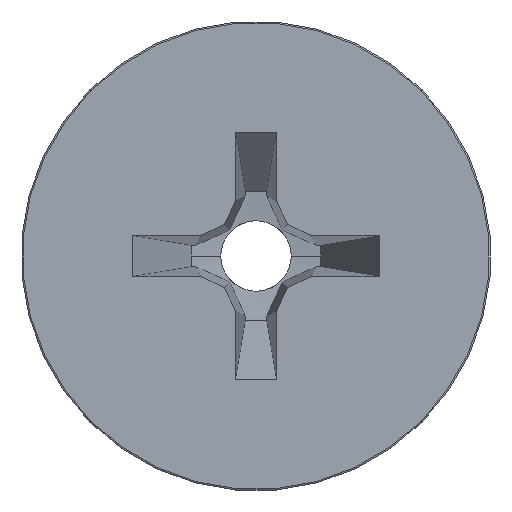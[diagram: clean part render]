
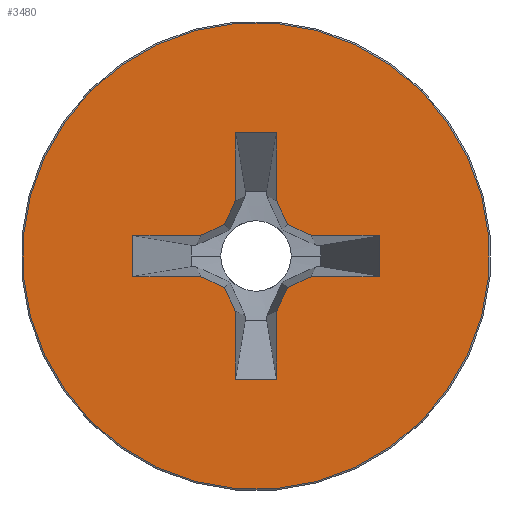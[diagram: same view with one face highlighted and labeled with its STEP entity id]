
A CAD part, left-side view. The second image highlights one B-rep face of the part: STEP entity #3480.
In plain terms, the highlighted planar face has unit normal (-1, 0, 0).
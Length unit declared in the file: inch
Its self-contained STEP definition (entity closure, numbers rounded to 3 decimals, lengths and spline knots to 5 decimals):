
#154=CARTESIAN_POINT('',(0.,0.,0.));
#155=DIRECTION('',(-1.,0.,0.));
#156=DIRECTION('',(0.,1.,0.));
#157=AXIS2_PLACEMENT_3D('',#154,#155,#156);
#159=CARTESIAN_POINT('',(0.,0.,0.));
#160=DIRECTION('',(1.,0.,0.));
#161=DIRECTION('',(0.,1.,0.));
#162=AXIS2_PLACEMENT_3D('',#159,#160,#161);
#164=DIRECTION('',(0.,-0.707,-0.707));
#165=VECTOR('',#164,0.03033);
#166=CARTESIAN_POINT('',(0.,0.07507,-0.05362));
#167=LINE('',#166,#165);
#168=DIRECTION('',(0.,0.707,-0.707));
#169=VECTOR('',#168,0.05009);
#170=CARTESIAN_POINT('',(0.,0.0182,-0.03965));
#171=LINE('',#170,#169);
#172=DIRECTION('',(0.,0.94,-0.342));
#173=VECTOR('',#172,0.01937);
#174=CARTESIAN_POINT('',(0.,0.,-0.03302));
#175=LINE('',#174,#173);
#176=DIRECTION('',(0.,0.94,0.342));
#177=VECTOR('',#176,0.01937);
#178=CARTESIAN_POINT('',(0.,-0.0182,-0.03965));
#179=LINE('',#178,#177);
#180=DIRECTION('',(0.,-0.707,-0.707));
#181=VECTOR('',#180,0.05009);
#182=CARTESIAN_POINT('',(0.,-0.0182,-0.03965));
#183=LINE('',#182,#181);
#184=DIRECTION('',(0.,0.707,-0.707));
#185=VECTOR('',#184,0.03033);
#186=CARTESIAN_POINT('',(0.,-0.07507,-0.05362));
#187=LINE('',#186,#185);
#188=DIRECTION('',(0.,-0.707,-0.707));
#189=VECTOR('',#188,0.05009);
#190=CARTESIAN_POINT('',(0.,-0.03965,-0.0182));
#191=LINE('',#190,#189);
#192=DIRECTION('',(0.,-0.342,-0.94));
#193=VECTOR('',#192,0.01937);
#194=CARTESIAN_POINT('',(0.,-0.03302,0.));
#195=LINE('',#194,#193);
#196=DIRECTION('',(0.,0.342,-0.94));
#197=VECTOR('',#196,0.01937);
#198=CARTESIAN_POINT('',(0.,-0.03965,0.0182));
#199=LINE('',#198,#197);
#200=DIRECTION('',(0.,0.707,-0.707));
#201=VECTOR('',#200,0.05009);
#202=CARTESIAN_POINT('',(0.,-0.07507,0.05362));
#203=LINE('',#202,#201);
#204=DIRECTION('',(0.,-0.707,-0.707));
#205=VECTOR('',#204,0.03033);
#206=CARTESIAN_POINT('',(0.,-0.05362,0.07507));
#207=LINE('',#206,#205);
#208=DIRECTION('',(0.,0.707,-0.707));
#209=VECTOR('',#208,0.05009);
#210=CARTESIAN_POINT('',(0.,-0.05362,0.07507));
#211=LINE('',#210,#209);
#212=DIRECTION('',(0.,-0.94,0.342));
#213=VECTOR('',#212,0.01937);
#214=CARTESIAN_POINT('',(0.,0.,0.03302));
#215=LINE('',#214,#213);
#216=DIRECTION('',(0.,-0.94,-0.342));
#217=VECTOR('',#216,0.01937);
#218=CARTESIAN_POINT('',(0.,0.0182,0.03965));
#219=LINE('',#218,#217);
#220=DIRECTION('',(0.,-0.707,-0.707));
#221=VECTOR('',#220,0.05009);
#222=CARTESIAN_POINT('',(0.,0.05362,0.07507));
#223=LINE('',#222,#221);
#224=DIRECTION('',(0.,0.707,-0.707));
#225=VECTOR('',#224,0.03033);
#226=CARTESIAN_POINT('',(0.,0.05362,0.07507));
#227=LINE('',#226,#225);
#228=DIRECTION('',(0.,-0.707,-0.707));
#229=VECTOR('',#228,0.05009);
#230=CARTESIAN_POINT('',(0.,0.07507,0.05362));
#231=LINE('',#230,#229);
#232=DIRECTION('',(0.,0.342,0.94));
#233=VECTOR('',#232,0.01937);
#234=CARTESIAN_POINT('',(0.,0.03302,0.));
#235=LINE('',#234,#233);
#236=DIRECTION('',(0.,-0.342,0.94));
#237=VECTOR('',#236,0.01937);
#238=CARTESIAN_POINT('',(0.,0.03965,-0.0182));
#239=LINE('',#238,#237);
#240=DIRECTION('',(0.,0.707,-0.707));
#241=VECTOR('',#240,0.05009);
#242=CARTESIAN_POINT('',(0.,0.03965,-0.0182));
#243=LINE('',#242,#241);
#3291=CARTESIAN_POINT('',(0.,0.07507,-0.05362));
#3292=CARTESIAN_POINT('',(0.,0.05362,-0.07507));
#3293=VERTEX_POINT('',#3291);
#3294=VERTEX_POINT('',#3292);
#3295=CARTESIAN_POINT('',(0.,0.03965,-0.0182));
#3296=VERTEX_POINT('',#3295);
#3297=CARTESIAN_POINT('',(0.,0.03302,0.));
#3298=VERTEX_POINT('',#3297);
#3299=CARTESIAN_POINT('',(0.,0.03965,0.0182));
#3300=VERTEX_POINT('',#3299);
#3301=CARTESIAN_POINT('',(0.,0.07507,0.05362));
#3302=VERTEX_POINT('',#3301);
#3303=CARTESIAN_POINT('',(0.,0.05362,0.07507));
#3304=VERTEX_POINT('',#3303);
#3305=CARTESIAN_POINT('',(0.,0.0182,0.03965));
#3306=VERTEX_POINT('',#3305);
#3307=CARTESIAN_POINT('',(0.,0.,0.03302));
#3308=VERTEX_POINT('',#3307);
#3309=CARTESIAN_POINT('',(0.,-0.0182,0.03965));
#3310=VERTEX_POINT('',#3309);
#3311=CARTESIAN_POINT('',(0.,-0.05362,0.07507));
#3312=VERTEX_POINT('',#3311);
#3313=CARTESIAN_POINT('',(0.,-0.07507,0.05362));
#3314=VERTEX_POINT('',#3313);
#3315=CARTESIAN_POINT('',(0.,-0.03965,0.0182));
#3316=VERTEX_POINT('',#3315);
#3317=CARTESIAN_POINT('',(0.,-0.03302,0.));
#3318=VERTEX_POINT('',#3317);
#3319=CARTESIAN_POINT('',(0.,-0.03965,-0.0182));
#3320=VERTEX_POINT('',#3319);
#3321=CARTESIAN_POINT('',(0.,-0.07507,-0.05362));
#3322=VERTEX_POINT('',#3321);
#3323=CARTESIAN_POINT('',(0.,-0.05362,-0.07507));
#3324=VERTEX_POINT('',#3323);
#3325=CARTESIAN_POINT('',(0.,-0.0182,-0.03965));
#3326=VERTEX_POINT('',#3325);
#3327=CARTESIAN_POINT('',(0.,0.,-0.03302));
#3328=VERTEX_POINT('',#3327);
#3329=CARTESIAN_POINT('',(0.,0.0182,-0.03965));
#3330=VERTEX_POINT('',#3329);
#3367=CARTESIAN_POINT('',(0.,0.17244,0.));
#3368=VERTEX_POINT('',#3367);
#3369=CARTESIAN_POINT('',(0.,-0.17244,0.));
#3370=VERTEX_POINT('',#3369);
#3429=CARTESIAN_POINT('',(0.,0.,0.));
#3430=DIRECTION('',(1.,0.,0.));
#3431=DIRECTION('',(0.,-1.,0.));
#3432=AXIS2_PLACEMENT_3D('',#3429,#3430,#3431);
#3433=PLANE('',#3432);
#3434=ORIENTED_EDGE('',*,*,#3408,.F.);
#3435=ORIENTED_EDGE('',*,*,#3424,.T.);
#3436=EDGE_LOOP('',(#3434,#3435));
#3437=FACE_OUTER_BOUND('',#3436,.F.);
#3439=ORIENTED_EDGE('',*,*,#3438,.T.);
#3441=ORIENTED_EDGE('',*,*,#3440,.F.);
#3443=ORIENTED_EDGE('',*,*,#3442,.F.);
#3445=ORIENTED_EDGE('',*,*,#3444,.F.);
#3447=ORIENTED_EDGE('',*,*,#3446,.T.);
#3449=ORIENTED_EDGE('',*,*,#3448,.F.);
#3451=ORIENTED_EDGE('',*,*,#3450,.F.);
#3453=ORIENTED_EDGE('',*,*,#3452,.F.);
#3455=ORIENTED_EDGE('',*,*,#3454,.F.);
#3457=ORIENTED_EDGE('',*,*,#3456,.F.);
#3459=ORIENTED_EDGE('',*,*,#3458,.F.);
#3461=ORIENTED_EDGE('',*,*,#3460,.T.);
#3463=ORIENTED_EDGE('',*,*,#3462,.F.);
#3465=ORIENTED_EDGE('',*,*,#3464,.F.);
#3467=ORIENTED_EDGE('',*,*,#3466,.F.);
#3469=ORIENTED_EDGE('',*,*,#3468,.T.);
#3471=ORIENTED_EDGE('',*,*,#3470,.T.);
#3473=ORIENTED_EDGE('',*,*,#3472,.F.);
#3475=ORIENTED_EDGE('',*,*,#3474,.F.);
#3477=ORIENTED_EDGE('',*,*,#3476,.T.);
#3478=EDGE_LOOP('',(#3439,#3441,#3443,#3445,#3447,#3449,#3451,#3453,#3455,#3457,
#3459,#3461,#3463,#3465,#3467,#3469,#3471,#3473,#3475,#3477));
#3479=FACE_BOUND('',#3478,.F.);
#158=CIRCLE('',#157,0.17244);
#163=CIRCLE('',#162,0.17244);
#3408=EDGE_CURVE('',#3368,#3370,#158,.T.);
#3424=EDGE_CURVE('',#3368,#3370,#163,.T.);
#3438=EDGE_CURVE('',#3293,#3294,#167,.T.);
#3440=EDGE_CURVE('',#3330,#3294,#171,.T.);
#3442=EDGE_CURVE('',#3328,#3330,#175,.T.);
#3444=EDGE_CURVE('',#3326,#3328,#179,.T.);
#3446=EDGE_CURVE('',#3326,#3324,#183,.T.);
#3448=EDGE_CURVE('',#3322,#3324,#187,.T.);
#3450=EDGE_CURVE('',#3320,#3322,#191,.T.);
#3452=EDGE_CURVE('',#3318,#3320,#195,.T.);
#3454=EDGE_CURVE('',#3316,#3318,#199,.T.);
#3456=EDGE_CURVE('',#3314,#3316,#203,.T.);
#3458=EDGE_CURVE('',#3312,#3314,#207,.T.);
#3460=EDGE_CURVE('',#3312,#3310,#211,.T.);
#3462=EDGE_CURVE('',#3308,#3310,#215,.T.);
#3464=EDGE_CURVE('',#3306,#3308,#219,.T.);
#3466=EDGE_CURVE('',#3304,#3306,#223,.T.);
#3468=EDGE_CURVE('',#3304,#3302,#227,.T.);
#3470=EDGE_CURVE('',#3302,#3300,#231,.T.);
#3472=EDGE_CURVE('',#3298,#3300,#235,.T.);
#3474=EDGE_CURVE('',#3296,#3298,#239,.T.);
#3476=EDGE_CURVE('',#3296,#3293,#243,.T.);
#3480=ADVANCED_FACE('',(#3437,#3479),#3433,.F.);
